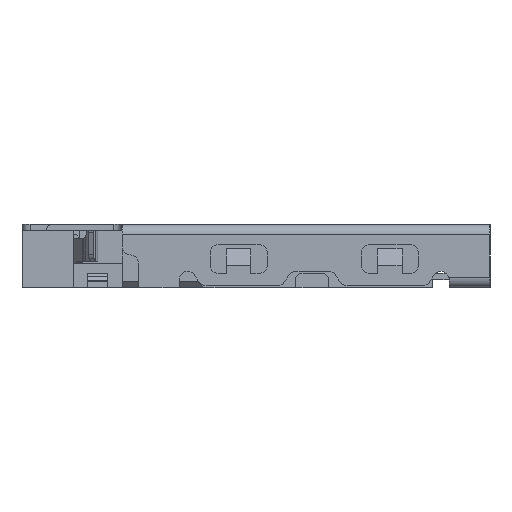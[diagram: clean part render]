
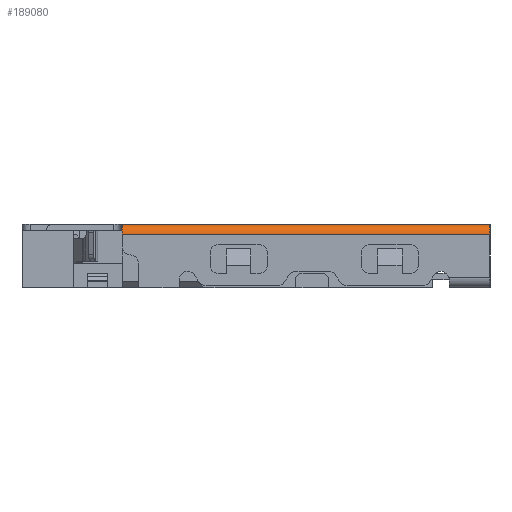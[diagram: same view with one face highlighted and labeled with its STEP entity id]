
A CAD part, left-side view. The second image highlights one B-rep face of the part: STEP entity #189080.
In plain terms, the highlighted cylindrical face has radius 0.25 mm (diameter 0.5 mm), a partial arc.
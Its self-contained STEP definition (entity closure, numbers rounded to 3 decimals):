
#30400=CARTESIAN_POINT('',(-3.6,-8.15,1.3));
#30410=VERTEX_POINT('',#30400);
#32840=CARTESIAN_POINT('',(-3.6,0.85,1.3));
#32850=VERTEX_POINT('',#32840);
#32880=CARTESIAN_POINT('',(-3.6,0.,1.3));
#32890=DIRECTION('',(0.,1.,0.));
#32900=VECTOR('',#32890,1.);
#32910=LINE('',#32880,#32900);
#32920=EDGE_CURVE('',#30410,#32850,#32910,.T.);
#144650=CARTESIAN_POINT('',(-3.35,-8.15,1.55));
#144660=VERTEX_POINT('',#144650);
#144690=CARTESIAN_POINT('',(-3.35,0.,1.55));
#144700=DIRECTION('',(0.,1.,0.));
#144710=VECTOR('',#144700,1.);
#144720=LINE('',#144690,#144710);
#144730=CARTESIAN_POINT('',(-3.35,0.85,1.55));
#144740=VERTEX_POINT('',#144730);
#144750=EDGE_CURVE('',#144660,#144740,#144720,.T.);
#163460=CARTESIAN_POINT('',(-3.35,0.85,1.3));
#163470=DIRECTION('',(0.,1.,0.));
#163480=DIRECTION('',(1.,0.,0.));
#163490=AXIS2_PLACEMENT_3D('',#163460,#163470,#163480);
#163500=CIRCLE('',#163490,0.25);
#163510=EDGE_CURVE('',#32850,#144740,#163500,.T.);
#187820=CARTESIAN_POINT('',(-3.35,-8.15,1.3));
#187830=DIRECTION('',(0.,1.,0.));
#187840=DIRECTION('',(1.,0.,0.));
#187850=AXIS2_PLACEMENT_3D('',#187820,#187830,#187840);
#187860=CIRCLE('',#187850,0.25);
#187870=EDGE_CURVE('',#30410,#144660,#187860,.T.);
#188970=CARTESIAN_POINT('',(-3.35,0.,1.3));
#188980=DIRECTION('',(0.,1.,0.));
#188990=DIRECTION('',(1.,0.,0.));
#189000=AXIS2_PLACEMENT_3D('',#188970,#188980,#188990);
#189010=CYLINDRICAL_SURFACE('',#189000,0.25);
#189020=ORIENTED_EDGE('',*,*,#163510,.F.);
#189030=ORIENTED_EDGE('',*,*,#144750,.T.);
#189040=ORIENTED_EDGE('',*,*,#187870,.T.);
#189050=ORIENTED_EDGE('',*,*,#32920,.F.);
#189060=EDGE_LOOP('',(#189050,#189040,#189030,#189020));
#189070=FACE_OUTER_BOUND('',#189060,.T.);
#189080=ADVANCED_FACE('',(#189070),#189010,.T.);
